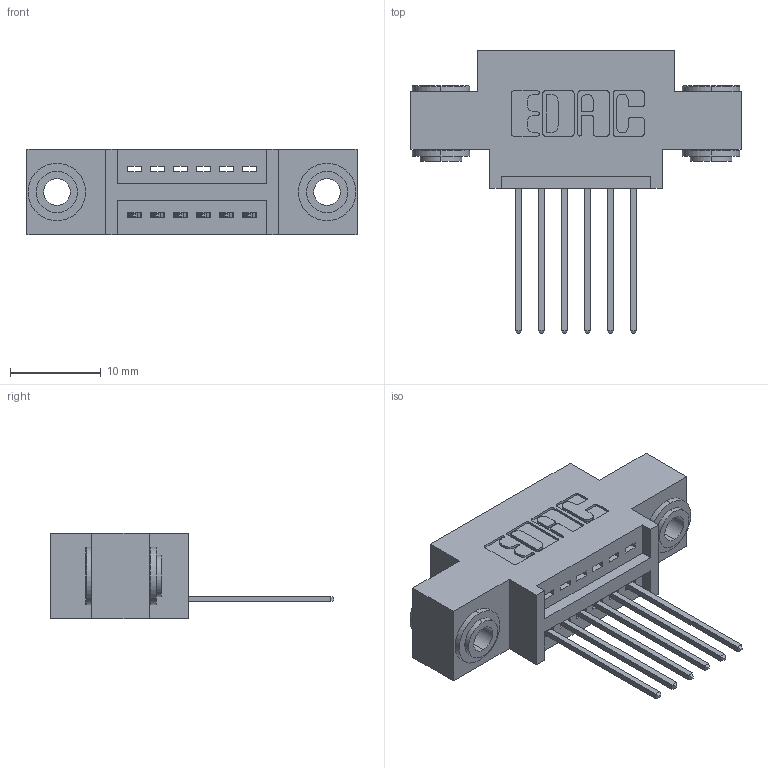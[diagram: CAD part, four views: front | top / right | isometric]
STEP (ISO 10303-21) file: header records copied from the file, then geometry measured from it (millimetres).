
FILE_DESCRIPTION (( 'STEP AP203' ), '1' );
FILE_NAME ('345-006-542-603.STEP', '2018-08-17T00:12:26', ( '' ), ( '' ), 'SwSTEP 2.0', 'SolidWorks 2016', '' );
FILE_SCHEMA (( 'CONFIG_CONTROL_DESIGN' ));
Length unit declared in the file: inch
Products named in the file (4): 345 Part_0.170 Offset - 0.156 Dia-TH; 345-292-001_345-293-142; 345-250-002_345-250-002-102; 345-006-542-603
Assembly tree (9 placements, depth 2):
  345-006-542-603
    345 Part_0.170 Offset - 0.156 Dia-TH
    345-292-001_345-293-142  x6
    345-250-002_345-250-002-102  x2
Bounding box: 36.45 x 31.29 x 9.4 mm (x, y, z)
Volume: 3086.4 mm3; surface area: 4037.8 mm2
Topology: 9 solids, 9 shells, 516 faces, 1485 edges, 978 vertices
Faces by surface type: plane 334, cylinder 174, cone 8
Entity records: 10162 total; most frequent: CARTESIAN_POINT 1741, ORIENTED_EDGE 1674, DIRECTION 1603, EDGE_CURVE 837, VECTOR 657, LINE 657, VERTEX_POINT 554, AXIS2_PLACEMENT_3D 473
